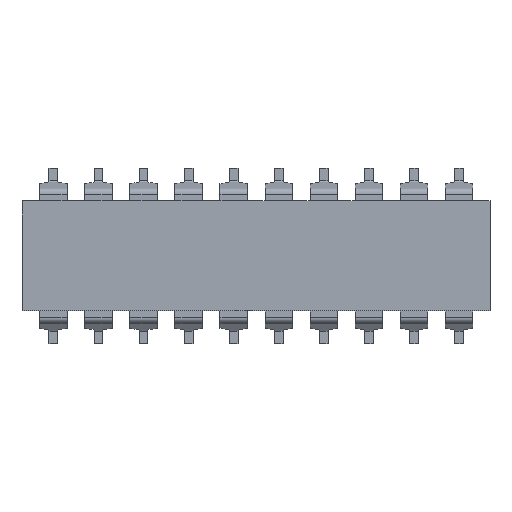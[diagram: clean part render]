
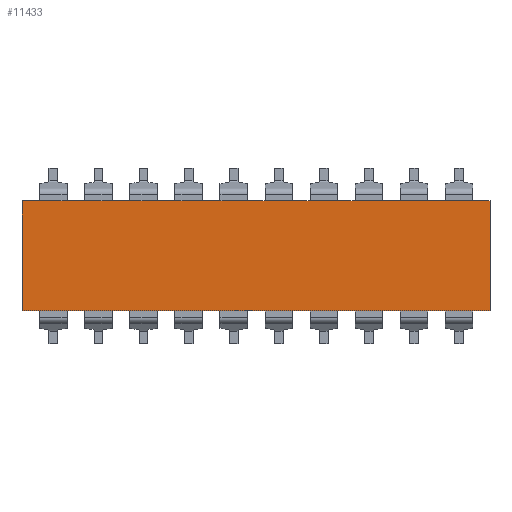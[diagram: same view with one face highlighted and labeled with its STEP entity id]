
A CAD part, top view. The second image highlights one B-rep face of the part: STEP entity #11433.
In plain terms, the highlighted planar face has unit normal (0, 0, 1).
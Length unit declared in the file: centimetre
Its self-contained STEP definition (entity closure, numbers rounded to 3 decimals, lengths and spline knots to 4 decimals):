
#1211=FACE_OUTER_BOUND('',#1843,.T.);
#1843=EDGE_LOOP('',(#10374,#10375,#10376,#10377));
#3126=LINE('',#18988,#4412);
#3127=LINE('',#18990,#4413);
#3128=LINE('',#18992,#4414);
#3129=LINE('',#18993,#4415);
#4412=VECTOR('',#15681,1.);
#4413=VECTOR('',#15682,1.);
#4414=VECTOR('',#15683,1.);
#4415=VECTOR('',#15684,1.);
#5452=VERTEX_POINT('',#18986);
#5453=VERTEX_POINT('',#18987);
#5454=VERTEX_POINT('',#18989);
#5455=VERTEX_POINT('',#18991);
#7094=EDGE_CURVE('',#5452,#5453,#3126,.T.);
#7095=EDGE_CURVE('',#5454,#5452,#3127,.T.);
#7096=EDGE_CURVE('',#5455,#5454,#3128,.T.);
#7097=EDGE_CURVE('',#5453,#5455,#3129,.T.);
#10374=ORIENTED_EDGE('',*,*,#7094,.F.);
#10375=ORIENTED_EDGE('',*,*,#7095,.F.);
#10376=ORIENTED_EDGE('',*,*,#7096,.F.);
#10377=ORIENTED_EDGE('',*,*,#7097,.F.);
#10811=PLANE('',#12440);
#11433=ADVANCED_FACE('',(#1211),#10811,.T.);
#12440=AXIS2_PLACEMENT_3D('',#18985,#15679,#15680);
#15679=DIRECTION('center_axis',(0.,0.,1.));
#15680=DIRECTION('ref_axis',(1.,0.,0.));
#15681=DIRECTION('',(0.,-1.,0.));
#15682=DIRECTION('',(1.,0.,0.));
#15683=DIRECTION('',(0.,1.,0.));
#15684=DIRECTION('',(-1.,0.,0.));
#18985=CARTESIAN_POINT('Origin',(0.,0.,
0.328));
#18986=CARTESIAN_POINT('',(1.319,0.31,0.328));
#18987=CARTESIAN_POINT('',(1.319,-0.31,0.328));
#18988=CARTESIAN_POINT('',(1.319,0.31,0.328));
#18989=CARTESIAN_POINT('',(-1.319,0.31,0.328));
#18990=CARTESIAN_POINT('',(-1.319,0.31,0.328));
#18991=CARTESIAN_POINT('',(-1.319,-0.31,0.328));
#18992=CARTESIAN_POINT('',(-1.319,-0.31,0.328));
#18993=CARTESIAN_POINT('',(1.319,-0.31,0.328));
